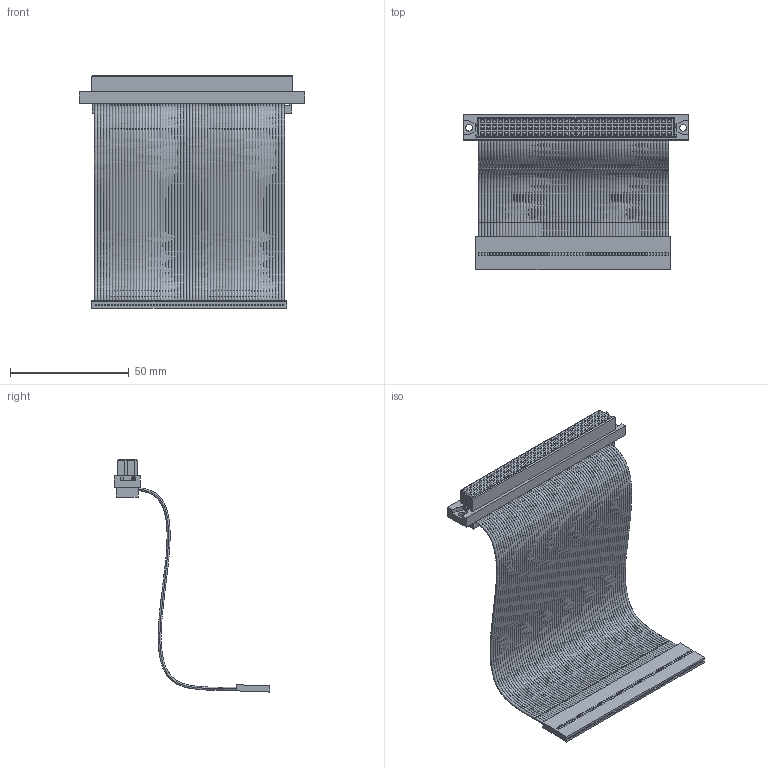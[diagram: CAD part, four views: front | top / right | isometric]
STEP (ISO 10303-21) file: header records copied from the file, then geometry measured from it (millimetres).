
FILE_DESCRIPTION (( 'STEP AP214' ), '1' );
FILE_NAME ('33175~0.STEP', '2018-01-04T14:50:33', ( '' ), ( '' ), 'SwSTEP 2.0', 'SolidWorks 2016', '' );
FILE_SCHEMA (( 'AUTOMOTIVE_DESIGN' ));
Length unit declared in the file: millimetre
Products named in the file (4): 33175_002~0; 52098~0; 33175_003~0_S; 33175~0
Assembly tree (66 placements, depth 2):
  33175~0
    52098~0
    33175_002~0  x64
    33175_003~0_S
Bounding box: 95 x 65.44 x 97.71 mm (x, y, z)
Volume: 24941.4 mm3; surface area: 50630.3 mm2
Topology: 66 solids, 66 shells, 2404 faces, 5424 edges, 3440 vertices
Faces by surface type: plane 2016, bspline 256, cylinder 132
Entity records: 69915 total; most frequent: CARTESIAN_POINT 10361, ORIENTED_EDGE 9588, DIRECTION 9244, EDGE_CURVE 4794, LINE 4522, VECTOR 4522, VERTEX_POINT 3062, EDGE_LOOP 2448
